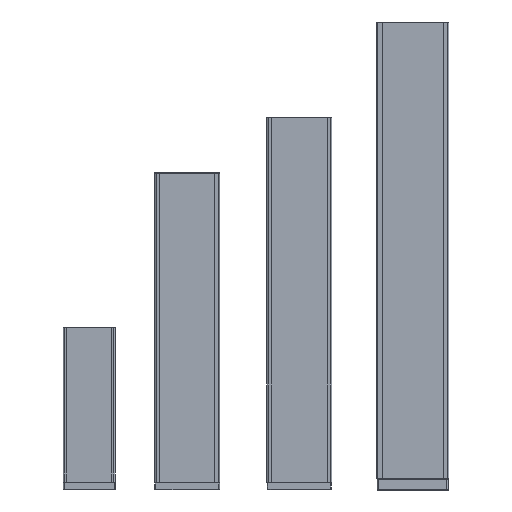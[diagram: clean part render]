
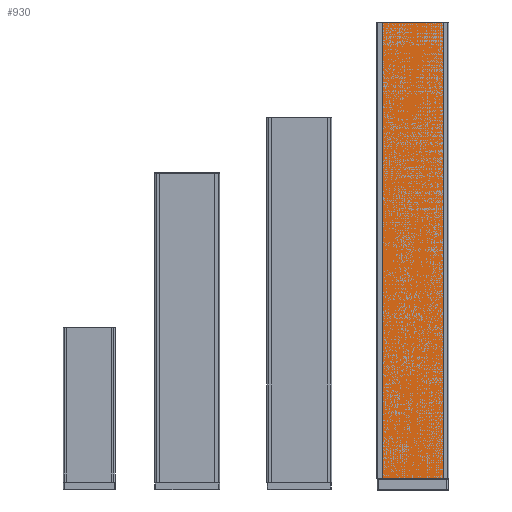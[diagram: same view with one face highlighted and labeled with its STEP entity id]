
A CAD part, front view. The second image highlights one B-rep face of the part: STEP entity #930.
In plain terms, the highlighted planar face has unit normal (0, -1, 0).
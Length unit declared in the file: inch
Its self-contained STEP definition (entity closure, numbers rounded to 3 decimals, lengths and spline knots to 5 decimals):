
#930=ADVANCED_FACE('',(#2155),#21223,.T.);
#2155=FACE_OUTER_BOUND('',#3380,.T.);
#3380=EDGE_LOOP('',(#4676,#4677,#4678,#4679));
#4676=ORIENTED_EDGE('',*,*,#10098,.F.);
#4677=ORIENTED_EDGE('',*,*,#10103,.F.);
#4678=ORIENTED_EDGE('',*,*,#10097,.F.);
#4679=ORIENTED_EDGE('',*,*,#10104,.T.);
#10097=EDGE_CURVE('',#17438,#17435,#15692,.T.);
#10098=EDGE_CURVE('',#17439,#17440,#15693,.T.);
#10103=EDGE_CURVE('',#17435,#17439,#15698,.T.);
#10104=EDGE_CURVE('',#17438,#17440,#15699,.T.);
#15692=B_SPLINE_CURVE_WITH_KNOTS('',1,(#22581,#22582),.UNSPECIFIED.,.F.,
 .F.,(2,2),(-70.77756,0.),.UNSPECIFIED.);
#15693=B_SPLINE_CURVE_WITH_KNOTS('',1,(#22583,#22584),.UNSPECIFIED.,.F.,
 .F.,(2,2),(-70.77756,0.),.UNSPECIFIED.);
#15698=B_SPLINE_CURVE_WITH_KNOTS('',1,(#22593,#22594),.UNSPECIFIED.,.F.,
 .F.,(2,2),(-9.5,0.),.UNSPECIFIED.);
#15699=B_SPLINE_CURVE_WITH_KNOTS('',1,(#22595,#22596),.UNSPECIFIED.,.F.,
 .F.,(2,2),(0.,9.5),.UNSPECIFIED.);
#17435=VERTEX_POINT('',#22551);
#17438=VERTEX_POINT('',#22554);
#17439=VERTEX_POINT('',#22555);
#17440=VERTEX_POINT('',#22556);
#21223=PLANE('',#21664);
#21664=AXIS2_PLACEMENT_3D('',#22464,#22019,$);
#22019=DIRECTION('',(0.,-1.,0.));
#22464=CARTESIAN_POINT('',(-5.7012,-0.86978,-3.38919));
#22551=CARTESIAN_POINT('',(4.75,-0.86978,3.68976));
#22554=CARTESIAN_POINT('',(4.75,-0.86978,74.46732));
#22555=CARTESIAN_POINT('',(-4.75,-0.86978,3.68976));
#22556=CARTESIAN_POINT('',(-4.75,-0.86978,74.46732));
#22581=CARTESIAN_POINT('',(4.75,-0.86978,74.46732));
#22582=CARTESIAN_POINT('',(4.75,-0.86978,3.68976));
#22583=CARTESIAN_POINT('',(-4.75,-0.86978,3.68976));
#22584=CARTESIAN_POINT('',(-4.75,-0.86978,74.46732));
#22593=CARTESIAN_POINT('',(4.75,-0.86978,3.68976));
#22594=CARTESIAN_POINT('',(-4.75,-0.86978,3.68976));
#22595=CARTESIAN_POINT('',(4.75,-0.86978,74.46732));
#22596=CARTESIAN_POINT('',(-4.75,-0.86978,74.46732));
